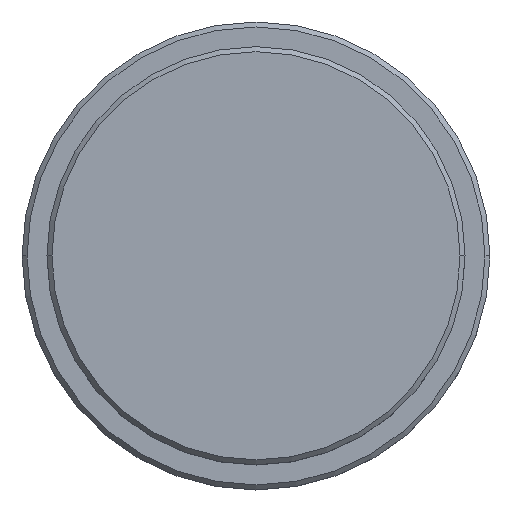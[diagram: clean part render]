
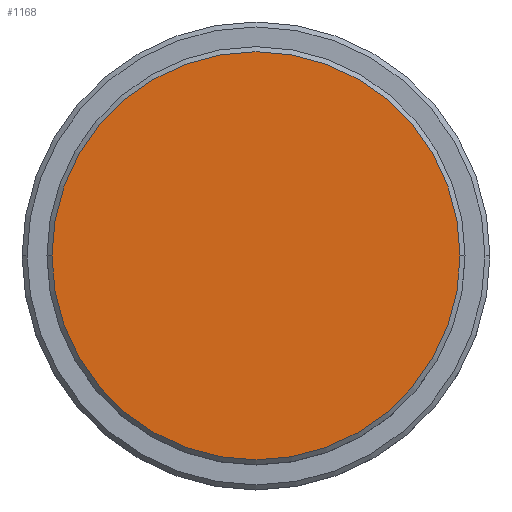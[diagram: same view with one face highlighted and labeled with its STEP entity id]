
A CAD part, top view. The second image highlights one B-rep face of the part: STEP entity #1168.
In plain terms, the highlighted planar face has unit normal (0, 0, 1).
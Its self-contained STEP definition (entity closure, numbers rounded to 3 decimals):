
#41 = AXIS2_PLACEMENT_3D ( 'NONE', #1407, #639, #1051 ) ;
#76 = EDGE_CURVE ( 'NONE', #116, #843, #859, .T. ) ;
#116 = VERTEX_POINT ( 'NONE', #1278 ) ;
#371 = DIRECTION ( 'NONE',  ( 0., 0., 1. ) ) ;
#416 = CARTESIAN_POINT ( 'NONE',  ( 0., 0., 0. ) ) ;
#499 = CIRCLE ( 'NONE', #41, 20.5 ) ;
#500 = AXIS2_PLACEMENT_3D ( 'NONE', #1045, #371, #1030 ) ;
#501 = ORIENTED_EDGE ( 'NONE', *, *, #76, .T. ) ;
#639 = DIRECTION ( 'NONE',  ( 0., 0., 1. ) ) ;
#648 = CARTESIAN_POINT ( 'NONE',  ( -20.5, 0., 0. ) ) ;
#720 = PLANE ( 'NONE',  #1139 ) ;
#765 = EDGE_LOOP ( 'NONE', ( #1262, #501 ) ) ;
#843 = VERTEX_POINT ( 'NONE', #648 ) ;
#859 = CIRCLE ( 'NONE', #500, 20.5 ) ;
#1030 = DIRECTION ( 'NONE',  ( 1., 0., 0. ) ) ;
#1045 = CARTESIAN_POINT ( 'NONE',  ( 0., 0., 0. ) ) ;
#1051 = DIRECTION ( 'NONE',  ( 1., 0., 0. ) ) ;
#1103 = EDGE_CURVE ( 'NONE', #843, #116, #499, .T. ) ;
#1139 = AXIS2_PLACEMENT_3D ( 'NONE', #416, #1295, #1290 ) ;
#1168 = ADVANCED_FACE ( 'NONE', ( #1268 ), #720, .T. ) ;
#1262 = ORIENTED_EDGE ( 'NONE', *, *, #1103, .T. ) ;
#1268 = FACE_OUTER_BOUND ( 'NONE', #765, .T. ) ;
#1278 = CARTESIAN_POINT ( 'NONE',  ( 20.5, 0., 0. ) ) ;
#1290 = DIRECTION ( 'NONE',  ( 1., 0., 0. ) ) ;
#1295 = DIRECTION ( 'NONE',  ( 0., 0., 1. ) ) ;
#1407 = CARTESIAN_POINT ( 'NONE',  ( 0., 0., 0. ) ) ;
